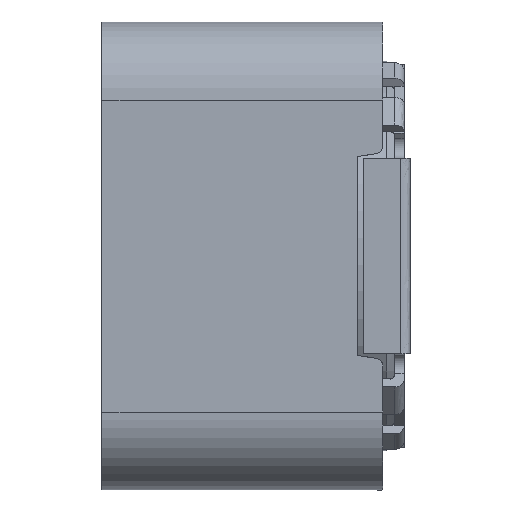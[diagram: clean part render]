
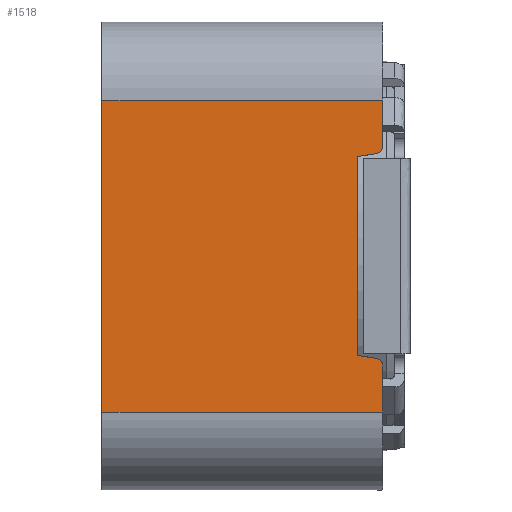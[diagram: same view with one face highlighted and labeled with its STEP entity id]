
A CAD part, left-side view. The second image highlights one B-rep face of the part: STEP entity #1518.
In plain terms, the highlighted free-form (B-spline) face has degree [1, 1] with [2, 2] control points.
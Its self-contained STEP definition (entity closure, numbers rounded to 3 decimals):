
#956 = VERTEX_POINT('',#957);
#957 = CARTESIAN_POINT('',(-5.117,6.397,
    -3.412));
#963 = EDGE_CURVE('',#956,#964,#966,.T.);
#964 = VERTEX_POINT('',#965);
#965 = CARTESIAN_POINT('',(-5.117,6.397,3.412
    ));
#966 = B_SPLINE_CURVE_WITH_KNOTS('',1,(#967,#968),.UNSPECIFIED.,.F.,.F.,
  (2,2),(-4.,4.),.PIECEWISE_BEZIER_KNOTS.);
#967 = CARTESIAN_POINT('',(-5.117,6.397,
    -3.412));
#968 = CARTESIAN_POINT('',(-5.117,6.397,3.412
    ));
#1497 = EDGE_CURVE('',#964,#1498,#1500,.T.);
#1498 = VERTEX_POINT('',#1499);
#1499 = CARTESIAN_POINT('',(-5.117,0.256,
    3.412));
#1500 = B_SPLINE_CURVE_WITH_KNOTS('',1,(#1501,#1502),.UNSPECIFIED.,.F.,
  .F.,(2,2),(9.386,16.586),.PIECEWISE_BEZIER_KNOTS.);
#1501 = CARTESIAN_POINT('',(-5.117,6.397,
    3.412));
#1502 = CARTESIAN_POINT('',(-5.117,0.256,
    3.412));
#1518 = ADVANCED_FACE('',(#1519),#1579,.T.);
#1519 = FACE_BOUND('',#1520,.T.);
#1520 = EDGE_LOOP('',(#1521,#1522,#1529,#1536,#1544,#1551,#1558,#1565,
    #1573,#1578));
#1521 = ORIENTED_EDGE('',*,*,#963,.F.);
#1522 = ORIENTED_EDGE('',*,*,#1523,.T.);
#1523 = EDGE_CURVE('',#956,#1524,#1526,.T.);
#1524 = VERTEX_POINT('',#1525);
#1525 = CARTESIAN_POINT('',(-5.117,0.256,
    -3.412));
#1526 = B_SPLINE_CURVE_WITH_KNOTS('',1,(#1527,#1528),.UNSPECIFIED.,.F.,
  .F.,(2,2),(-7.2,0.),.PIECEWISE_BEZIER_KNOTS.);
#1527 = CARTESIAN_POINT('',(-5.117,6.397,
    -3.412));
#1528 = CARTESIAN_POINT('',(-5.117,0.256,
    -3.412));
#1529 = ORIENTED_EDGE('',*,*,#1530,.T.);
#1530 = EDGE_CURVE('',#1524,#1531,#1533,.T.);
#1531 = VERTEX_POINT('',#1532);
#1532 = CARTESIAN_POINT('',(-5.117,0.256,
    -2.407));
#1533 = B_SPLINE_CURVE_WITH_KNOTS('',1,(#1534,#1535),.UNSPECIFIED.,.F.,
  .F.,(2,2),(2.,3.178),.PIECEWISE_BEZIER_KNOTS.);
#1534 = CARTESIAN_POINT('',(-5.117,0.256,
    -3.412));
#1535 = CARTESIAN_POINT('',(-5.117,0.256,
    -2.407));
#1536 = ORIENTED_EDGE('',*,*,#1537,.T.);
#1537 = EDGE_CURVE('',#1531,#1538,#1540,.T.);
#1538 = VERTEX_POINT('',#1539);
#1539 = CARTESIAN_POINT('',(-5.117,0.401,
    -2.238));
#1540 = ( BOUNDED_CURVE() B_SPLINE_CURVE(2,(#1541,#1542,#1543),
.UNSPECIFIED.,.F.,.F.) B_SPLINE_CURVE_WITH_KNOTS((3,3),(4.712,
6.131),.PIECEWISE_BEZIER_KNOTS.) CURVE() 
GEOMETRIC_REPRESENTATION_ITEM() RATIONAL_B_SPLINE_CURVE((1.,
0.759,1.)) REPRESENTATION_ITEM('') );
#1541 = CARTESIAN_POINT('',(-5.117,0.256,
    -2.407));
#1542 = CARTESIAN_POINT('',(-5.117,0.256,
    -2.26));
#1543 = CARTESIAN_POINT('',(-5.117,0.401,
    -2.238));
#1544 = ORIENTED_EDGE('',*,*,#1545,.T.);
#1545 = EDGE_CURVE('',#1538,#1546,#1548,.T.);
#1546 = VERTEX_POINT('',#1547);
#1547 = CARTESIAN_POINT('',(-5.117,0.81,
    -2.175));
#1548 = B_SPLINE_CURVE_WITH_KNOTS('',1,(#1549,#1550),.UNSPECIFIED.,.F.,
  .F.,(2,2),(0.,0.486),
  .PIECEWISE_BEZIER_KNOTS.);
#1549 = CARTESIAN_POINT('',(-5.117,0.401,
    -2.238));
#1550 = CARTESIAN_POINT('',(-5.117,0.81,
    -2.175));
#1551 = ORIENTED_EDGE('',*,*,#1552,.T.);
#1552 = EDGE_CURVE('',#1546,#1553,#1555,.T.);
#1553 = VERTEX_POINT('',#1554);
#1554 = CARTESIAN_POINT('',(-5.117,0.81,
    2.175));
#1555 = B_SPLINE_CURVE_WITH_KNOTS('',1,(#1556,#1557),.UNSPECIFIED.,.F.,
  .F.,(2,2),(3.45,8.55),.PIECEWISE_BEZIER_KNOTS.);
#1556 = CARTESIAN_POINT('',(-5.117,0.81,
    -2.175));
#1557 = CARTESIAN_POINT('',(-5.117,0.81,
    2.175));
#1558 = ORIENTED_EDGE('',*,*,#1559,.T.);
#1559 = EDGE_CURVE('',#1553,#1560,#1562,.T.);
#1560 = VERTEX_POINT('',#1561);
#1561 = CARTESIAN_POINT('',(-5.117,0.401,
    2.238));
#1562 = B_SPLINE_CURVE_WITH_KNOTS('',1,(#1563,#1564),.UNSPECIFIED.,.F.,
  .F.,(2,2),(0.,0.486),
  .PIECEWISE_BEZIER_KNOTS.);
#1563 = CARTESIAN_POINT('',(-5.117,0.81,
    2.175));
#1564 = CARTESIAN_POINT('',(-5.117,0.401,
    2.238));
#1565 = ORIENTED_EDGE('',*,*,#1566,.T.);
#1566 = EDGE_CURVE('',#1560,#1567,#1569,.T.);
#1567 = VERTEX_POINT('',#1568);
#1568 = CARTESIAN_POINT('',(-5.117,0.256,
    2.407));
#1569 = ( BOUNDED_CURVE() B_SPLINE_CURVE(2,(#1570,#1571,#1572),
.UNSPECIFIED.,.F.,.F.) B_SPLINE_CURVE_WITH_KNOTS((3,3),(0.153,
1.571),.PIECEWISE_BEZIER_KNOTS.) CURVE() 
GEOMETRIC_REPRESENTATION_ITEM() RATIONAL_B_SPLINE_CURVE((1.,
0.759,1.)) REPRESENTATION_ITEM('') );
#1570 = CARTESIAN_POINT('',(-5.117,0.401,
    2.238));
#1571 = CARTESIAN_POINT('',(-5.117,0.256,
    2.26));
#1572 = CARTESIAN_POINT('',(-5.117,0.256,
    2.407));
#1573 = ORIENTED_EDGE('',*,*,#1574,.T.);
#1574 = EDGE_CURVE('',#1567,#1498,#1575,.T.);
#1575 = B_SPLINE_CURVE_WITH_KNOTS('',1,(#1576,#1577),.UNSPECIFIED.,.F.,
  .F.,(2,2),(8.822,10.),.PIECEWISE_BEZIER_KNOTS.);
#1576 = CARTESIAN_POINT('',(-5.117,0.256,
    2.407));
#1577 = CARTESIAN_POINT('',(-5.117,0.256,
    3.412));
#1578 = ORIENTED_EDGE('',*,*,#1497,.F.);
#1579 = B_SPLINE_SURFACE_WITH_KNOTS('',1,1,(
    (#1580,#1581)
    ,(#1582,#1583
    )),.UNSPECIFIED.,.F.,.F.,.F.,(2,2),(2,2),(2.,10.),(
    0.,7.2),.PIECEWISE_BEZIER_KNOTS.);
#1580 = CARTESIAN_POINT('',(-5.117,0.256,
    -3.412));
#1581 = CARTESIAN_POINT('',(-5.117,6.397,
    -3.412));
#1582 = CARTESIAN_POINT('',(-5.117,0.256,
    3.412));
#1583 = CARTESIAN_POINT('',(-5.117,6.397,
    3.412));
